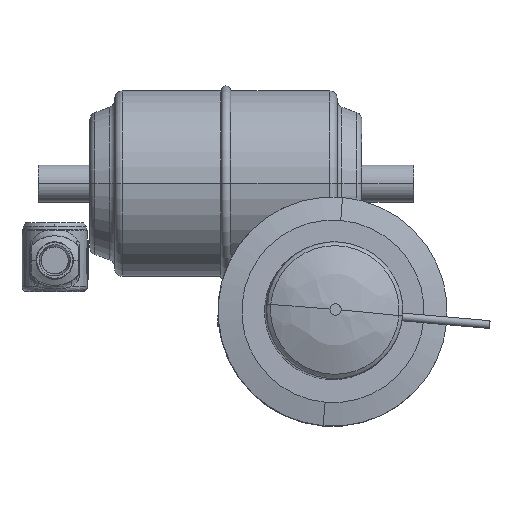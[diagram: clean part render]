
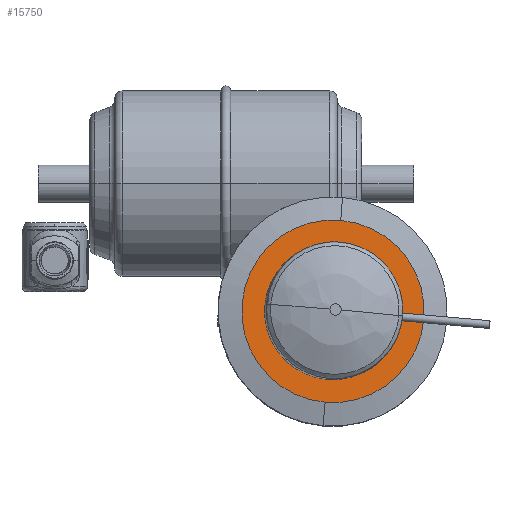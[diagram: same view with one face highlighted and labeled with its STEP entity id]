
A CAD part, top view. The second image highlights one B-rep face of the part: STEP entity #15750.
In plain terms, the highlighted face is planar.
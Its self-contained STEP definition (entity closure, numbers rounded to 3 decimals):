
#196 = AXIS2_PLACEMENT_3D ( 'NONE', #46262, #16971, #3884 ) ;
#2751 = AXIS2_PLACEMENT_3D ( 'NONE', #30033, #50643, #47013 ) ;
#2856 = CIRCLE ( 'NONE', #196, 27.718 ) ;
#3884 = DIRECTION ( 'NONE',  ( 0., 0., -1. ) ) ;
#5509 = AXIS2_PLACEMENT_3D ( 'NONE', #5866, #44609, #35715 ) ;
#5866 = CARTESIAN_POINT ( 'NONE',  ( 0., 128.534, 8.465 ) ) ;
#6501 = VERTEX_POINT ( 'NONE', #8330 ) ;
#7117 = EDGE_LOOP ( 'NONE', ( #15811, #39859 ) ) ;
#7185 = CIRCLE ( 'NONE', #2751, 36.957 ) ;
#8330 = CARTESIAN_POINT ( 'NONE',  ( 0., 128.534, -28.492 ) ) ;
#10476 = EDGE_CURVE ( 'NONE', #6501, #38626, #7185, .T. ) ;
#11814 = AXIS2_PLACEMENT_3D ( 'NONE', #14175, #39542, #27582 ) ;
#14175 = CARTESIAN_POINT ( 'NONE',  ( 0., 128.534, 8.465 ) ) ;
#15750 = ADVANCED_FACE ( 'NONE', ( #27224, #44194 ), #39159, .T. ) ;
#15811 = ORIENTED_EDGE ( 'NONE', *, *, #32535, .T. ) ;
#16971 = DIRECTION ( 'NONE',  ( 0., -1., 0. ) ) ;
#18757 = CARTESIAN_POINT ( 'NONE',  ( 0., 128.534, 45.422 ) ) ;
#20871 = CARTESIAN_POINT ( 'NONE',  ( 0., 128.534, 36.183 ) ) ;
#22437 = CIRCLE ( 'NONE', #5509, 27.718 ) ;
#24322 = CIRCLE ( 'NONE', #11814, 36.957 ) ;
#27224 = FACE_OUTER_BOUND ( 'NONE', #42464, .T. ) ;
#27582 = DIRECTION ( 'NONE',  ( 0., 0., -1. ) ) ;
#27951 = EDGE_CURVE ( 'NONE', #29852, #54774, #2856, .T. ) ;
#29852 = VERTEX_POINT ( 'NONE', #20871 ) ;
#30033 = CARTESIAN_POINT ( 'NONE',  ( 0., 128.534, 8.465 ) ) ;
#32535 = EDGE_CURVE ( 'NONE', #54774, #29852, #22437, .T. ) ;
#33947 = EDGE_CURVE ( 'NONE', #38626, #6501, #24322, .T. ) ;
#34708 = DIRECTION ( 'NONE',  ( 0., 1., 0. ) ) ;
#35715 = DIRECTION ( 'NONE',  ( 0., 0., -1. ) ) ;
#36920 = AXIS2_PLACEMENT_3D ( 'NONE', #43087, #34708, #47262 ) ;
#38626 = VERTEX_POINT ( 'NONE', #18757 ) ;
#39159 = PLANE ( 'NONE',  #36920 ) ;
#39542 = DIRECTION ( 'NONE',  ( 0., 1., 0. ) ) ;
#39859 = ORIENTED_EDGE ( 'NONE', *, *, #27951, .T. ) ;
#42464 = EDGE_LOOP ( 'NONE', ( #54644, #51181 ) ) ;
#43087 = CARTESIAN_POINT ( 'NONE',  ( -37.366, 128.534, 45.422 ) ) ;
#44194 = FACE_BOUND ( 'NONE', #7117, .T. ) ;
#44609 = DIRECTION ( 'NONE',  ( 0., -1., 0. ) ) ;
#45237 = CARTESIAN_POINT ( 'NONE',  ( 0., 128.534, -19.253 ) ) ;
#46262 = CARTESIAN_POINT ( 'NONE',  ( 0., 128.534, 8.465 ) ) ;
#47013 = DIRECTION ( 'NONE',  ( 0., 0., -1. ) ) ;
#47262 = DIRECTION ( 'NONE',  ( 1., 0., 0. ) ) ;
#50643 = DIRECTION ( 'NONE',  ( 0., 1., 0. ) ) ;
#51181 = ORIENTED_EDGE ( 'NONE', *, *, #10476, .T. ) ;
#54644 = ORIENTED_EDGE ( 'NONE', *, *, #33947, .T. ) ;
#54774 = VERTEX_POINT ( 'NONE', #45237 ) ;
